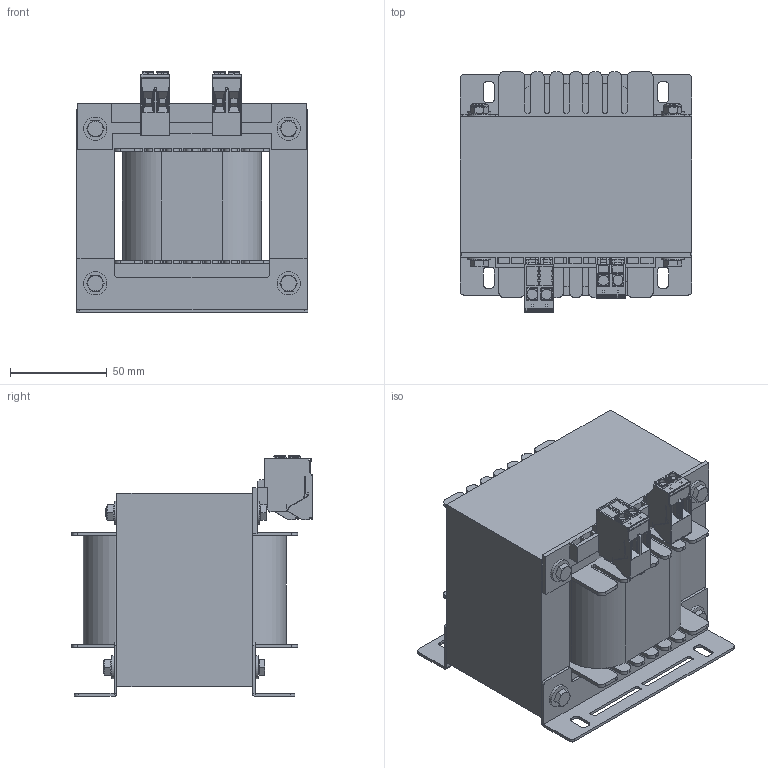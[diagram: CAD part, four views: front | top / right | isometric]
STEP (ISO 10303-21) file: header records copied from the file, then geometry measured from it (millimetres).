
FILE_DESCRIPTION(/* description */ (''),/* implementation_level */ '2;1');
FILE_NAME(/* name */ 'TS001633000.stp',/* time_stamp */ '2022-09-21T07:40:35+02:00',/* author */ ('velazquez'),/* organization */ ('MANUMAG'),/* preprocessor_version */ 'ST-DEVELOPER v19.2',/* originating_system */ 'Autodesk Inventor 2023',/* authorisation */ '');
FILE_SCHEMA (('AUTOMOTIVE_DESIGN { 1 0 10303 214 3 1 1 }'));
Products named in the file (10): TS001633000; EI120 x 100 - 70 (Rc40); AF40DIN; EI120; centrador M5; DIN 933 - M5  x 80; DIN 934 - M5; EI 120 X 100 - 70; 1223_TKS_4_2 NARANJA; 1226_TKS_4_2_F
Assembly tree (23 placements, depth 2):
  TS001633000
    EI120 x 100 - 70 (Rc40)
    AF40DIN  x2
    EI120
    centrador M5  x8
    DIN 933 - M5  x 80  x4
    DIN 934 - M5  x4
    EI 120 X 100 - 70
    1223_TKS_4_2 NARANJA
    1226_TKS_4_2_F
Bounding box: 120 x 124.65 x 124.5 mm (x, y, z)
Volume: 975529.1 mm3; surface area: 178655.2 mm2
Topology: 23 solids, 23 shells, 3908 faces, 10863 edges, 7063 vertices
Faces by surface type: plane 3099, cylinder 566, bspline 107, torus 84, cone 48, sphere 4
Full cylindrical faces by diameter (mm): 4.134 x4, 4.567 x4, 5 x14, 5.9 x8, 6.6 x4, 6.7 x4, 6.8 x4, 12 x8
Entity records: 125728 total; most frequent: CARTESIAN_POINT 25523, ORIENTED_EDGE 20800, DIRECTION 18742, EDGE_CURVE 10400, LINE 9048, VECTOR 9048, VERTEX_POINT 6778, AXIS2_PLACEMENT_3D 4847
